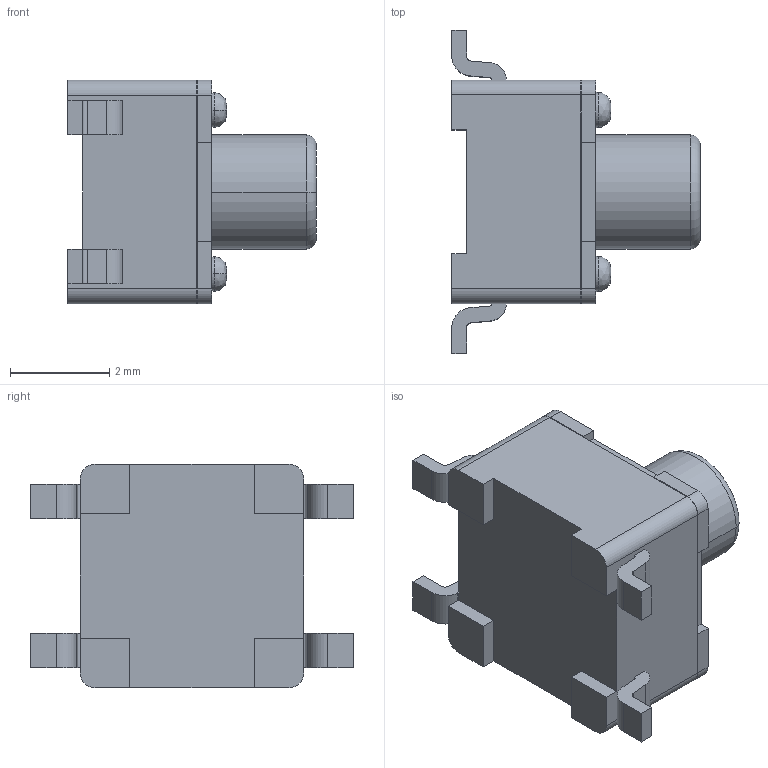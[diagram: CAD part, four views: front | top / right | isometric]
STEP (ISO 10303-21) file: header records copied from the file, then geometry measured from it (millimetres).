
FILE_DESCRIPTION((''),'2;1');
FILE_NAME('PTS647SX38SMTR2_LFS_B','2022-09-13T11:05:30',('Cube.hu'),(''),'CREO PARAMETRIC BY PTC INC, 2019224','CREO PARAMETRIC BY PTC INC, 2019224','');
FILE_SCHEMA(('AUTOMOTIVE_DESIGN { 1 0 10303 214 1 1 1 1 }'));
Length unit declared in the file: millimetre
Products named in the file (1): PTS647SX38SMTR2_LFS_B
Bounding box: 5 x 6.5 x 4.5 mm (x, y, z)
Volume: 63.4 mm3; surface area: 130.8 mm2
Topology: 1 solids, 1 shells, 124 faces, 324 edges, 214 vertices
Faces by surface type: plane 78, cylinder 36, bspline 8, torus 2
Entity records: 5096 total; most frequent: CARTESIAN_POINT 924, DIRECTION 676, ORIENTED_EDGE 648, EDGE_CURVE 324, VECTOR 237, LINE 237, AXIS2_PLACEMENT_3D 218, VERTEX_POINT 214
